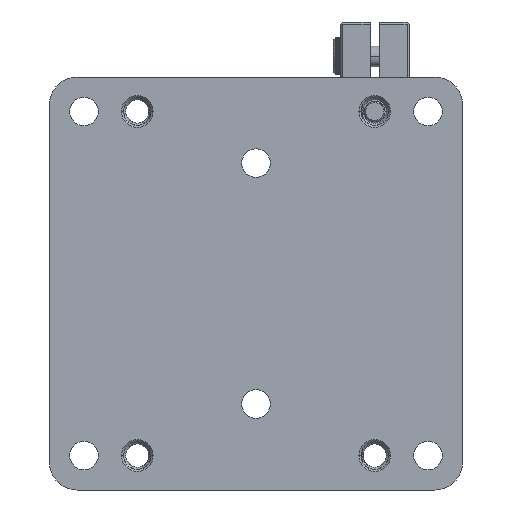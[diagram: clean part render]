
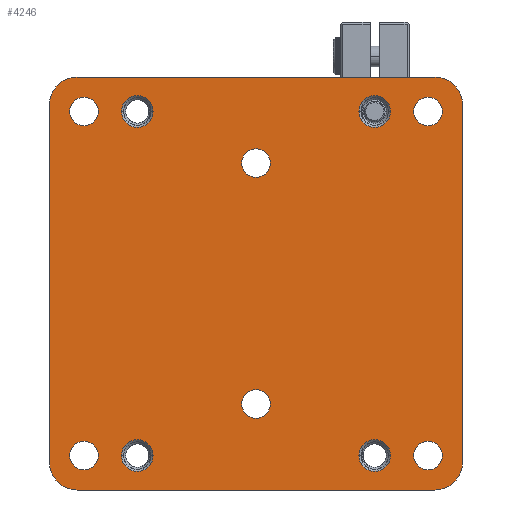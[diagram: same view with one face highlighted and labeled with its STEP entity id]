
A CAD part, front view. The second image highlights one B-rep face of the part: STEP entity #4246.
In plain terms, the highlighted planar face has unit normal (0, -1, 0).
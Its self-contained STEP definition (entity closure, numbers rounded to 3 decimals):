
#1=CARTESIAN_POINT('',(-25.,0.,25.));
#2=DIRECTION('',(0.,1.,0.));
#3=DIRECTION('',(0.,0.,-1.));
#4=AXIS2_PLACEMENT_3D('',#1,#2,#3);
#6=CARTESIAN_POINT('',(-25.,0.,25.));
#7=DIRECTION('',(0.,1.,0.));
#8=DIRECTION('',(0.,0.,1.));
#9=AXIS2_PLACEMENT_3D('',#6,#7,#8);
#11=CARTESIAN_POINT('',(25.,0.,25.));
#12=DIRECTION('',(0.,1.,0.));
#13=DIRECTION('',(0.,0.,-1.));
#14=AXIS2_PLACEMENT_3D('',#11,#12,#13);
#16=CARTESIAN_POINT('',(25.,0.,25.));
#17=DIRECTION('',(0.,1.,0.));
#18=DIRECTION('',(0.,0.,1.));
#19=AXIS2_PLACEMENT_3D('',#16,#17,#18);
#21=CARTESIAN_POINT('',(25.,0.,-25.));
#22=DIRECTION('',(0.,1.,0.));
#23=DIRECTION('',(0.,0.,-1.));
#24=AXIS2_PLACEMENT_3D('',#21,#22,#23);
#26=CARTESIAN_POINT('',(25.,0.,-25.));
#27=DIRECTION('',(0.,1.,0.));
#28=DIRECTION('',(0.,0.,1.));
#29=AXIS2_PLACEMENT_3D('',#26,#27,#28);
#31=CARTESIAN_POINT('',(-25.,0.,-25.));
#32=DIRECTION('',(0.,1.,0.));
#33=DIRECTION('',(0.,0.,-1.));
#34=AXIS2_PLACEMENT_3D('',#31,#32,#33);
#36=CARTESIAN_POINT('',(-25.,0.,-25.));
#37=DIRECTION('',(0.,1.,0.));
#38=DIRECTION('',(0.,0.,1.));
#39=AXIS2_PLACEMENT_3D('',#36,#37,#38);
#41=CARTESIAN_POINT('',(-26.,0.,26.));
#42=DIRECTION('',(0.,-1.,0.));
#43=DIRECTION('',(0.,0.,1.));
#44=AXIS2_PLACEMENT_3D('',#41,#42,#43);
#46=DIRECTION('',(1.,0.,0.));
#47=VECTOR('',#46,52.);
#48=CARTESIAN_POINT('',(-26.,0.,30.));
#49=LINE('',#48,#47);
#50=CARTESIAN_POINT('',(26.,0.,26.));
#51=DIRECTION('',(0.,-1.,0.));
#52=DIRECTION('',(1.,0.,0.));
#53=AXIS2_PLACEMENT_3D('',#50,#51,#52);
#55=DIRECTION('',(0.,0.,-1.));
#56=VECTOR('',#55,52.);
#57=CARTESIAN_POINT('',(30.,0.,26.));
#58=LINE('',#57,#56);
#59=CARTESIAN_POINT('',(26.,0.,-26.));
#60=DIRECTION('',(0.,-1.,0.));
#61=DIRECTION('',(0.,0.,-1.));
#62=AXIS2_PLACEMENT_3D('',#59,#60,#61);
#64=DIRECTION('',(-1.,0.,0.));
#65=VECTOR('',#64,52.);
#66=CARTESIAN_POINT('',(26.,0.,-30.));
#67=LINE('',#66,#65);
#68=CARTESIAN_POINT('',(-26.,0.,-26.));
#69=DIRECTION('',(0.,-1.,0.));
#70=DIRECTION('',(-1.,0.,0.));
#71=AXIS2_PLACEMENT_3D('',#68,#69,#70);
#73=DIRECTION('',(0.,0.,1.));
#74=VECTOR('',#73,52.);
#75=CARTESIAN_POINT('',(-30.,0.,-26.));
#76=LINE('',#75,#74);
#77=CARTESIAN_POINT('',(0.,0.,17.5));
#78=DIRECTION('',(0.,1.,0.));
#79=DIRECTION('',(-1.,0.,0.));
#80=AXIS2_PLACEMENT_3D('',#77,#78,#79);
#82=CARTESIAN_POINT('',(0.,0.,17.5));
#83=DIRECTION('',(0.,1.,0.));
#84=DIRECTION('',(1.,0.,0.));
#85=AXIS2_PLACEMENT_3D('',#82,#83,#84);
#87=CARTESIAN_POINT('',(0.,0.,-17.5));
#88=DIRECTION('',(0.,1.,0.));
#89=DIRECTION('',(-1.,0.,0.));
#90=AXIS2_PLACEMENT_3D('',#87,#88,#89);
#92=CARTESIAN_POINT('',(0.,0.,-17.5));
#93=DIRECTION('',(0.,1.,0.));
#94=DIRECTION('',(1.,0.,0.));
#95=AXIS2_PLACEMENT_3D('',#92,#93,#94);
#97=CARTESIAN_POINT('',(-17.25,0.,-25.));
#98=DIRECTION('',(0.,1.,0.));
#99=DIRECTION('',(1.,0.,0.));
#100=AXIS2_PLACEMENT_3D('',#97,#98,#99);
#102=CARTESIAN_POINT('',(-17.25,0.,-25.));
#103=DIRECTION('',(0.,1.,0.));
#104=DIRECTION('',(-1.,0.,0.));
#105=AXIS2_PLACEMENT_3D('',#102,#103,#104);
#107=CARTESIAN_POINT('',(-17.25,0.,25.));
#108=DIRECTION('',(0.,1.,0.));
#109=DIRECTION('',(-1.,0.,0.));
#110=AXIS2_PLACEMENT_3D('',#107,#108,#109);
#112=CARTESIAN_POINT('',(-17.25,0.,25.));
#113=DIRECTION('',(0.,1.,0.));
#114=DIRECTION('',(1.,0.,0.));
#115=AXIS2_PLACEMENT_3D('',#112,#113,#114);
#117=CARTESIAN_POINT('',(17.25,0.,25.));
#118=DIRECTION('',(0.,1.,0.));
#119=DIRECTION('',(-1.,0.,0.));
#120=AXIS2_PLACEMENT_3D('',#117,#118,#119);
#122=CARTESIAN_POINT('',(17.25,0.,25.));
#123=DIRECTION('',(0.,1.,0.));
#124=DIRECTION('',(1.,0.,0.));
#125=AXIS2_PLACEMENT_3D('',#122,#123,#124);
#127=CARTESIAN_POINT('',(17.25,0.,-25.));
#128=DIRECTION('',(0.,1.,0.));
#129=DIRECTION('',(-1.,0.,0.));
#130=AXIS2_PLACEMENT_3D('',#127,#128,#129);
#132=CARTESIAN_POINT('',(17.25,0.,-25.));
#133=DIRECTION('',(0.,1.,0.));
#134=DIRECTION('',(1.,0.,0.));
#135=AXIS2_PLACEMENT_3D('',#132,#133,#134);
#3813=CARTESIAN_POINT('',(-25.,0.,22.925));
#3814=CARTESIAN_POINT('',(-25.,0.,27.075));
#3815=VERTEX_POINT('',#3813);
#3816=VERTEX_POINT('',#3814);
#3817=CARTESIAN_POINT('',(25.,0.,22.925));
#3818=CARTESIAN_POINT('',(25.,0.,27.075));
#3819=VERTEX_POINT('',#3817);
#3820=VERTEX_POINT('',#3818);
#3821=CARTESIAN_POINT('',(25.,0.,-27.075));
#3822=CARTESIAN_POINT('',(25.,0.,-22.925));
#3823=VERTEX_POINT('',#3821);
#3824=VERTEX_POINT('',#3822);
#3825=CARTESIAN_POINT('',(-25.,0.,-27.075));
#3826=CARTESIAN_POINT('',(-25.,0.,-22.925));
#3827=VERTEX_POINT('',#3825);
#3828=VERTEX_POINT('',#3826);
#3877=CARTESIAN_POINT('',(-26.,0.,30.));
#3878=CARTESIAN_POINT('',(-30.,0.,26.));
#3879=VERTEX_POINT('',#3877);
#3880=VERTEX_POINT('',#3878);
#3885=CARTESIAN_POINT('',(30.,0.,26.));
#3886=CARTESIAN_POINT('',(26.,0.,30.));
#3887=VERTEX_POINT('',#3885);
#3888=VERTEX_POINT('',#3886);
#3893=CARTESIAN_POINT('',(26.,0.,-30.));
#3894=CARTESIAN_POINT('',(30.,0.,-26.));
#3895=VERTEX_POINT('',#3893);
#3896=VERTEX_POINT('',#3894);
#3901=CARTESIAN_POINT('',(-30.,0.,-26.));
#3902=CARTESIAN_POINT('',(-26.,0.,-30.));
#3903=VERTEX_POINT('',#3901);
#3904=VERTEX_POINT('',#3902);
#3909=CARTESIAN_POINT('',(-2.075,0.,17.5));
#3910=CARTESIAN_POINT('',(2.075,0.,17.5));
#3911=VERTEX_POINT('',#3909);
#3912=VERTEX_POINT('',#3910);
#3913=CARTESIAN_POINT('',(-2.075,0.,-17.5));
#3914=CARTESIAN_POINT('',(2.075,0.,-17.5));
#3915=VERTEX_POINT('',#3913);
#3916=VERTEX_POINT('',#3914);
#4099=CARTESIAN_POINT('',(-14.95,0.,-25.));
#4100=CARTESIAN_POINT('',(-19.55,0.,-25.));
#4101=VERTEX_POINT('',#4099);
#4102=VERTEX_POINT('',#4100);
#4107=CARTESIAN_POINT('',(-19.55,0.,25.));
#4108=CARTESIAN_POINT('',(-14.95,0.,25.));
#4109=VERTEX_POINT('',#4107);
#4110=VERTEX_POINT('',#4108);
#4115=CARTESIAN_POINT('',(14.95,0.,25.));
#4116=CARTESIAN_POINT('',(19.55,0.,25.));
#4117=VERTEX_POINT('',#4115);
#4118=VERTEX_POINT('',#4116);
#4123=CARTESIAN_POINT('',(14.95,0.,-25.));
#4124=CARTESIAN_POINT('',(19.55,0.,-25.));
#4125=VERTEX_POINT('',#4123);
#4126=VERTEX_POINT('',#4124);
#4163=CARTESIAN_POINT('',(0.,0.,0.));
#4164=DIRECTION('',(0.,1.,0.));
#4165=DIRECTION('',(1.,0.,0.));
#4166=AXIS2_PLACEMENT_3D('',#4163,#4164,#4165);
#4167=PLANE('',#4166);
#4169=ORIENTED_EDGE('',*,*,#4168,.F.);
#4171=ORIENTED_EDGE('',*,*,#4170,.T.);
#4173=ORIENTED_EDGE('',*,*,#4172,.F.);
#4175=ORIENTED_EDGE('',*,*,#4174,.T.);
#4177=ORIENTED_EDGE('',*,*,#4176,.F.);
#4179=ORIENTED_EDGE('',*,*,#4178,.T.);
#4181=ORIENTED_EDGE('',*,*,#4180,.F.);
#4183=ORIENTED_EDGE('',*,*,#4182,.T.);
#4184=EDGE_LOOP('',(#4169,#4171,#4173,#4175,#4177,#4179,#4181,#4183));
#4185=FACE_OUTER_BOUND('',#4184,.F.);
#4187=ORIENTED_EDGE('',*,*,#4186,.F.);
#4189=ORIENTED_EDGE('',*,*,#4188,.F.);
#4190=EDGE_LOOP('',(#4187,#4189));
#4191=FACE_BOUND('',#4190,.F.);
#4193=ORIENTED_EDGE('',*,*,#4192,.F.);
#4195=ORIENTED_EDGE('',*,*,#4194,.F.);
#4196=EDGE_LOOP('',(#4193,#4195));
#4197=FACE_BOUND('',#4196,.F.);
#4199=ORIENTED_EDGE('',*,*,#4198,.F.);
#4201=ORIENTED_EDGE('',*,*,#4200,.F.);
#4202=EDGE_LOOP('',(#4199,#4201));
#4203=FACE_BOUND('',#4202,.F.);
#4205=ORIENTED_EDGE('',*,*,#4204,.F.);
#4207=ORIENTED_EDGE('',*,*,#4206,.F.);
#4208=EDGE_LOOP('',(#4205,#4207));
#4209=FACE_BOUND('',#4208,.F.);
#4211=ORIENTED_EDGE('',*,*,#4210,.F.);
#4213=ORIENTED_EDGE('',*,*,#4212,.F.);
#4214=EDGE_LOOP('',(#4211,#4213));
#4215=FACE_BOUND('',#4214,.F.);
#4217=ORIENTED_EDGE('',*,*,#4216,.F.);
#4219=ORIENTED_EDGE('',*,*,#4218,.F.);
#4220=EDGE_LOOP('',(#4217,#4219));
#4221=FACE_BOUND('',#4220,.F.);
#4223=ORIENTED_EDGE('',*,*,#4222,.F.);
#4225=ORIENTED_EDGE('',*,*,#4224,.F.);
#4226=EDGE_LOOP('',(#4223,#4225));
#4227=FACE_BOUND('',#4226,.F.);
#4229=ORIENTED_EDGE('',*,*,#4228,.F.);
#4231=ORIENTED_EDGE('',*,*,#4230,.F.);
#4232=EDGE_LOOP('',(#4229,#4231));
#4233=FACE_BOUND('',#4232,.F.);
#4235=ORIENTED_EDGE('',*,*,#4234,.F.);
#4237=ORIENTED_EDGE('',*,*,#4236,.F.);
#4238=EDGE_LOOP('',(#4235,#4237));
#4239=FACE_BOUND('',#4238,.F.);
#4241=ORIENTED_EDGE('',*,*,#4240,.F.);
#4243=ORIENTED_EDGE('',*,*,#4242,.F.);
#4244=EDGE_LOOP('',(#4241,#4243));
#4245=FACE_BOUND('',#4244,.F.);
#4246=ADVANCED_FACE('',(#4185,#4191,#4197,#4203,#4209,#4215,#4221,#4227,#4233,
#4239,#4245),#4167,.F.);
#5=CIRCLE('',#4,2.075);
#10=CIRCLE('',#9,2.075);
#15=CIRCLE('',#14,2.075);
#20=CIRCLE('',#19,2.075);
#25=CIRCLE('',#24,2.075);
#30=CIRCLE('',#29,2.075);
#35=CIRCLE('',#34,2.075);
#40=CIRCLE('',#39,2.075);
#45=CIRCLE('',#44,4.);
#54=CIRCLE('',#53,4.);
#63=CIRCLE('',#62,4.);
#72=CIRCLE('',#71,4.);
#81=CIRCLE('',#80,2.075);
#86=CIRCLE('',#85,2.075);
#91=CIRCLE('',#90,2.075);
#96=CIRCLE('',#95,2.075);
#101=CIRCLE('',#100,2.3);
#106=CIRCLE('',#105,2.3);
#111=CIRCLE('',#110,2.3);
#116=CIRCLE('',#115,2.3);
#121=CIRCLE('',#120,2.3);
#126=CIRCLE('',#125,2.3);
#131=CIRCLE('',#130,2.3);
#136=CIRCLE('',#135,2.3);
#4168=EDGE_CURVE('',#3879,#3880,#45,.T.);
#4170=EDGE_CURVE('',#3879,#3888,#49,.T.);
#4172=EDGE_CURVE('',#3887,#3888,#54,.T.);
#4174=EDGE_CURVE('',#3887,#3896,#58,.T.);
#4176=EDGE_CURVE('',#3895,#3896,#63,.T.);
#4178=EDGE_CURVE('',#3895,#3904,#67,.T.);
#4180=EDGE_CURVE('',#3903,#3904,#72,.T.);
#4182=EDGE_CURVE('',#3903,#3880,#76,.T.);
#4186=EDGE_CURVE('',#3819,#3820,#15,.T.);
#4188=EDGE_CURVE('',#3820,#3819,#20,.T.);
#4192=EDGE_CURVE('',#3823,#3824,#25,.T.);
#4194=EDGE_CURVE('',#3824,#3823,#30,.T.);
#4198=EDGE_CURVE('',#3827,#3828,#35,.T.);
#4200=EDGE_CURVE('',#3828,#3827,#40,.T.);
#4204=EDGE_CURVE('',#3815,#3816,#5,.T.);
#4206=EDGE_CURVE('',#3816,#3815,#10,.T.);
#4210=EDGE_CURVE('',#3911,#3912,#81,.T.);
#4212=EDGE_CURVE('',#3912,#3911,#86,.T.);
#4216=EDGE_CURVE('',#3915,#3916,#91,.T.);
#4218=EDGE_CURVE('',#3916,#3915,#96,.T.);
#4222=EDGE_CURVE('',#4101,#4102,#101,.T.);
#4224=EDGE_CURVE('',#4102,#4101,#106,.T.);
#4228=EDGE_CURVE('',#4109,#4110,#111,.T.);
#4230=EDGE_CURVE('',#4110,#4109,#116,.T.);
#4234=EDGE_CURVE('',#4117,#4118,#121,.T.);
#4236=EDGE_CURVE('',#4118,#4117,#126,.T.);
#4240=EDGE_CURVE('',#4125,#4126,#131,.T.);
#4242=EDGE_CURVE('',#4126,#4125,#136,.T.);
